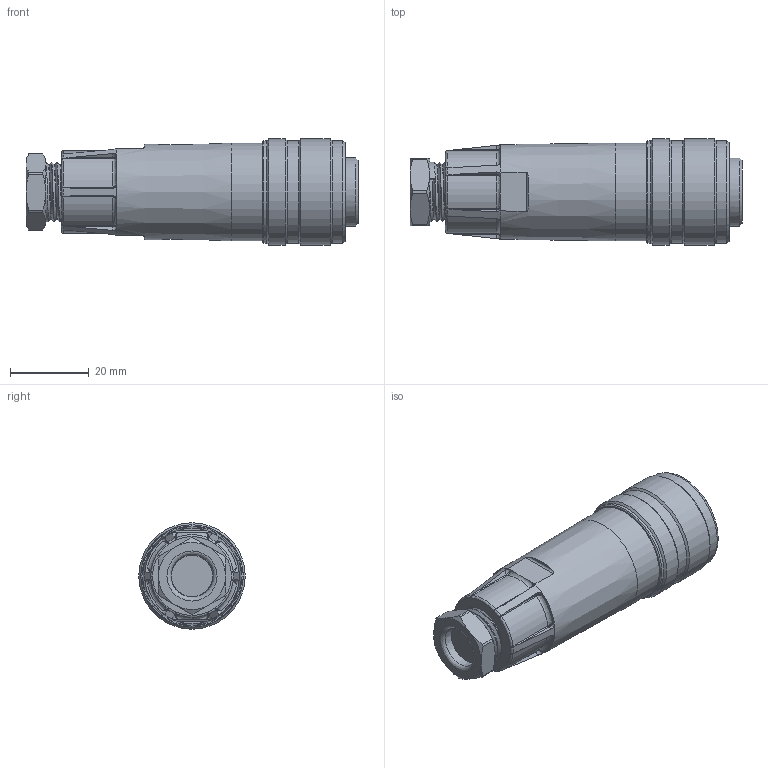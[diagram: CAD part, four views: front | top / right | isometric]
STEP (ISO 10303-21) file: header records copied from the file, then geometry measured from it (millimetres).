
FILE_DESCRIPTION(/* description */ (''),/* implementation_level */ '2;1');
FILE_NAME(/* name */ 'c015 10d006 001 1nxc001-01.stp',/* time_stamp */ '2019-06-07T14:28:55+02:00',/* author */ (''),/* organization */ (''),/* preprocessor_version */ 'ST-DEVELOPER v16.7',/* originating_system */ 'SIEMENS PLM Software NX 12.0',/* authorisation */ '');
FILE_SCHEMA (('AUTOMOTIVE_DESIGN { 1 0 10303 214 3 1 1 1 }'));
Length unit declared in the file: millimetre
Products named in the file (1): c015 10d006 001 1nxc001-01
Bounding box: 84.28 x 27 x 27 mm (x, y, z)
Volume: 35182.8 mm3; surface area: 9039.6 mm2
Topology: 1 solids, 1 shells, 195 faces, 478 edges, 289 vertices
Faces by surface type: bspline 60, cylinder 59, plane 53, cone 22, torus 1
Full cylindrical faces by diameter (mm): 1.7 x7, 17.35 x1, 18.96 x1, 19.9 x1, 21 x1, 23 x1, 24.85 x1, 26 x3, 27 x2
Entity records: 7824 total; most frequent: CARTESIAN_POINT 3792, ORIENTED_EDGE 838, DIRECTION 724, EDGE_CURVE 419, AXIS2_PLACEMENT_3D 321, VERTEX_POINT 278, EDGE_LOOP 247, ADVANCED_FACE 195
